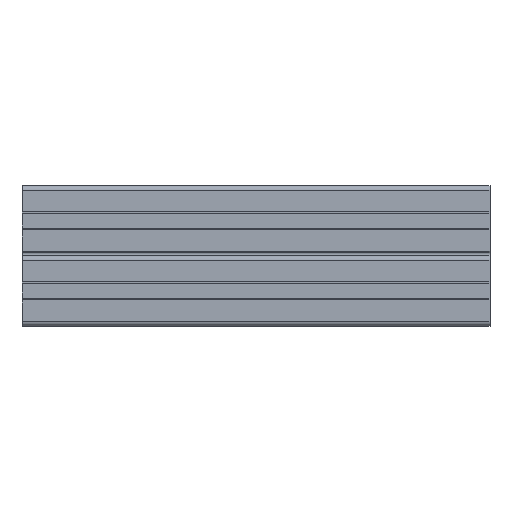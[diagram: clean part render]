
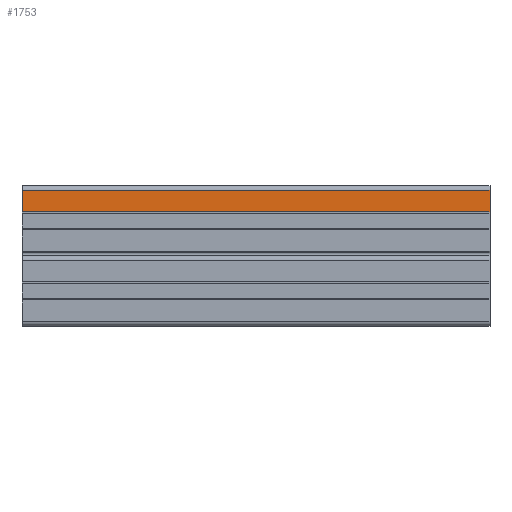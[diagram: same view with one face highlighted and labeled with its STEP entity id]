
A CAD part, top view. The second image highlights one B-rep face of the part: STEP entity #1753.
In plain terms, the highlighted planar face has unit normal (0, 0, 1).
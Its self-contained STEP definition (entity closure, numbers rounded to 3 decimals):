
#1539 = EDGE_CURVE ( 'NONE', #6417, #6380, #9322, .T. ) ;
#1557 = EDGE_CURVE ( 'NONE', #6380, #6384, #9356, .T. ) ;
#1576 = EDGE_CURVE ( 'NONE', #6381, #6417, #9373, .T. ) ;
#1578 = EDGE_CURVE ( 'NONE', #6381, #6384, #9377, .T. ) ;
#1753 = ADVANCED_FACE ( 'NONE', ( #9488 ), #9078, .T. ) ;
#2539 = EDGE_LOOP ( 'NONE', ( #2642, #2643, #2644, #2645 ) ) ;
#2642 = ORIENTED_EDGE ( 'NONE', *, *, #1576, .F. ) ;
#2643 = ORIENTED_EDGE ( 'NONE', *, *, #1578, .T. ) ;
#2644 = ORIENTED_EDGE ( 'NONE', *, *, #1557, .F. ) ;
#2645 = ORIENTED_EDGE ( 'NONE', *, *, #1539, .F. ) ;
#4071 = AXIS2_PLACEMENT_3D ( 'NONE', #9077, #9080, #9081 ) ;
#6380 = VERTEX_POINT ( 'NONE', #7115 ) ;
#6381 = VERTEX_POINT ( 'NONE', #7116 ) ;
#6384 = VERTEX_POINT ( 'NONE', #7119 ) ;
#6417 = VERTEX_POINT ( 'NONE', #7152 ) ;
#7115 = CARTESIAN_POINT ( 'NONE',  ( 0., 42., 0. ) ) ;
#7116 = CARTESIAN_POINT ( 'NONE',  ( -300., 28.3, 0. ) ) ;
#7119 = CARTESIAN_POINT ( 'NONE',  ( 0., 28.3, 0. ) ) ;
#7152 = CARTESIAN_POINT ( 'NONE',  ( -300., 42., 0. ) ) ;
#8838 = CARTESIAN_POINT ( 'NONE',  ( -427.279, 42., 0. ) ) ;
#8839 = DIRECTION ( 'NONE',  ( 1., 0., 0. ) ) ;
#8876 = CARTESIAN_POINT ( 'NONE',  ( 0., 42., 0. ) ) ;
#8877 = DIRECTION ( 'NONE',  ( 0., -1., 0. ) ) ;
#8900 = CARTESIAN_POINT ( 'NONE',  ( -300., 42., 0. ) ) ;
#8914 = CARTESIAN_POINT ( 'NONE',  ( -427.279, 28.3, 0. ) ) ;
#8915 = DIRECTION ( 'NONE',  ( 0., 1., 0. ) ) ;
#8919 = DIRECTION ( 'NONE',  ( 1., 0., 0. ) ) ;
#9077 = CARTESIAN_POINT ( 'NONE',  ( -427.279, 42., 0. ) ) ;
#9078 = PLANE ( 'NONE',  #4071 ) ;
#9080 = DIRECTION ( 'NONE',  ( 0., 0., 1. ) ) ;
#9081 = DIRECTION ( 'NONE',  ( 0., -1., 0. ) ) ;
#9322 = LINE ( 'NONE', #8838, #9323 ) ;
#9323 = VECTOR ( 'NONE', #8839, 1000. ) ;
#9356 = LINE ( 'NONE', #8876, #9357 ) ;
#9357 = VECTOR ( 'NONE', #8877, 1000. ) ;
#9373 = LINE ( 'NONE', #8900, #9394 ) ;
#9377 = LINE ( 'NONE', #8914, #9398 ) ;
#9394 = VECTOR ( 'NONE', #8915, 1000. ) ;
#9398 = VECTOR ( 'NONE', #8919, 1000. ) ;
#9488 = FACE_OUTER_BOUND ( 'NONE', #2539, .T. ) ;
